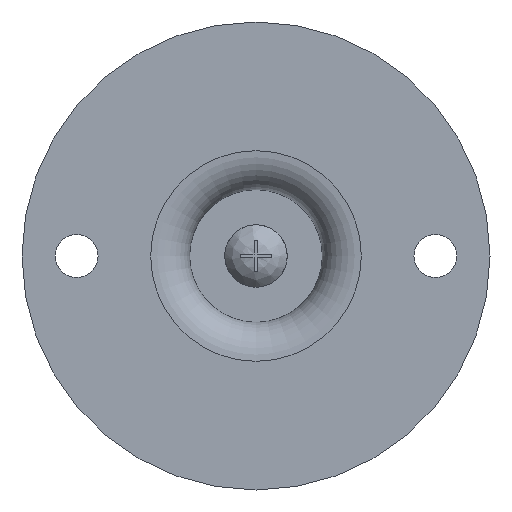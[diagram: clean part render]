
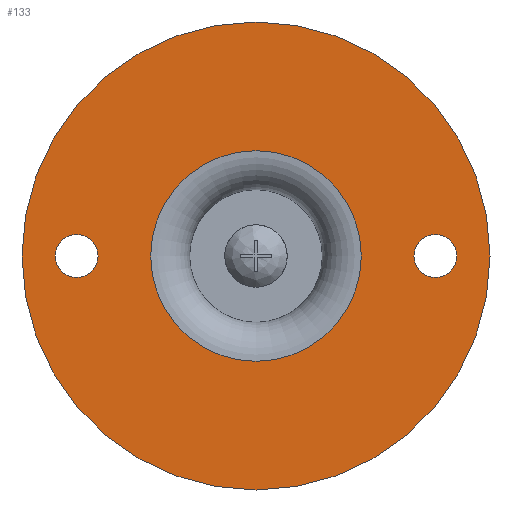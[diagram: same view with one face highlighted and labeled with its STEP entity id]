
A CAD part, front view. The second image highlights one B-rep face of the part: STEP entity #133.
In plain terms, the highlighted planar face has unit normal (0, -1, 0).
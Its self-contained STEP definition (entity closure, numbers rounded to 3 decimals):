
#133 = ADVANCED_FACE( '', ( #287, #288, #289, #290 ), #291, .F. );
#287 = FACE_BOUND( '', #454, .T. );
#288 = FACE_BOUND( '', #455, .T. );
#289 = FACE_OUTER_BOUND( '', #456, .T. );
#290 = FACE_BOUND( '', #457, .T. );
#291 = PLANE( '', #458 );
#454 = EDGE_LOOP( '', ( #794 ) );
#455 = EDGE_LOOP( '', ( #795 ) );
#456 = EDGE_LOOP( '', ( #796 ) );
#457 = EDGE_LOOP( '', ( #797 ) );
#458 = AXIS2_PLACEMENT_3D( '', #798, #799, #800 );
#794 = ORIENTED_EDGE( '', *, *, #1033, .F. );
#795 = ORIENTED_EDGE( '', *, *, #918, .F. );
#796 = ORIENTED_EDGE( '', *, *, #960, .T. );
#797 = ORIENTED_EDGE( '', *, *, #1034, .T. );
#798 = CARTESIAN_POINT( '', ( 30., 0., 0. ) );
#799 = DIRECTION( '', ( 0., 1., 0. ) );
#800 = DIRECTION( '', ( 0., 0., 1. ) );
#918 = EDGE_CURVE( '', #1060, #1060, #1061, .F. );
#960 = EDGE_CURVE( '', #1132, #1132, #1133, .T. );
#1033 = EDGE_CURVE( '', #1235, #1235, #1236, .T. );
#1034 = EDGE_CURVE( '', #1237, #1237, #1238, .T. );
#1060 = VERTEX_POINT( '', #1265 );
#1061 = CIRCLE( '', #1266, 2.75 );
#1132 = VERTEX_POINT( '', #1402 );
#1133 = CIRCLE( '', #1403, 30. );
#1235 = VERTEX_POINT( '', #1591 );
#1236 = CIRCLE( '', #1592, 13.5 );
#1237 = VERTEX_POINT( '', #1593 );
#1238 = CIRCLE( '', #1594, 2.75 );
#1265 = CARTESIAN_POINT( '', ( 23., 0., 2.75 ) );
#1266 = AXIS2_PLACEMENT_3D( '', #1664, #1665, #1666 );
#1402 = CARTESIAN_POINT( '', ( 0., 0., -30. ) );
#1403 = AXIS2_PLACEMENT_3D( '', #1702, #1703, #1704 );
#1591 = CARTESIAN_POINT( '', ( 0., 0., -13.5 ) );
#1592 = AXIS2_PLACEMENT_3D( '', #1768, #1769, #1770 );
#1593 = CARTESIAN_POINT( '', ( -20.25, 0., 0. ) );
#1594 = AXIS2_PLACEMENT_3D( '', #1771, #1772, #1773 );
#1664 = CARTESIAN_POINT( '', ( 23., 0., 0. ) );
#1665 = DIRECTION( '', ( 0., 1., 0. ) );
#1666 = DIRECTION( '', ( 0., 0., 1. ) );
#1702 = CARTESIAN_POINT( '', ( 0., 0., 0. ) );
#1703 = DIRECTION( '', ( 0., -1., 0. ) );
#1704 = DIRECTION( '', ( 0., 0., -1. ) );
#1768 = CARTESIAN_POINT( '', ( 0., 0., 0. ) );
#1769 = DIRECTION( '', ( 0., -1., 0. ) );
#1770 = DIRECTION( '', ( 0., 0., -1. ) );
#1771 = CARTESIAN_POINT( '', ( -23., 0., 0. ) );
#1772 = DIRECTION( '', ( 0., 1., 0. ) );
#1773 = DIRECTION( '', ( 1., 0., 0. ) );
